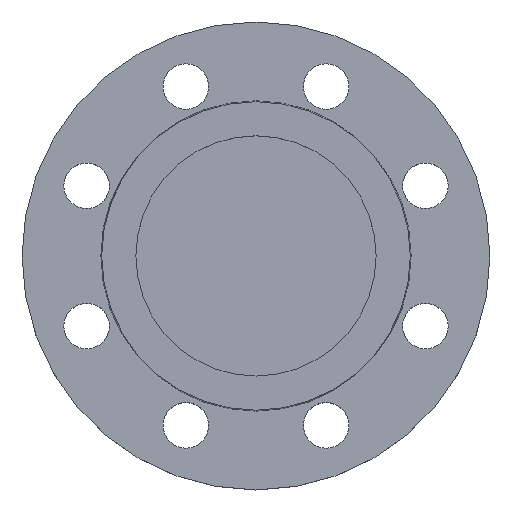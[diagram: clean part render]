
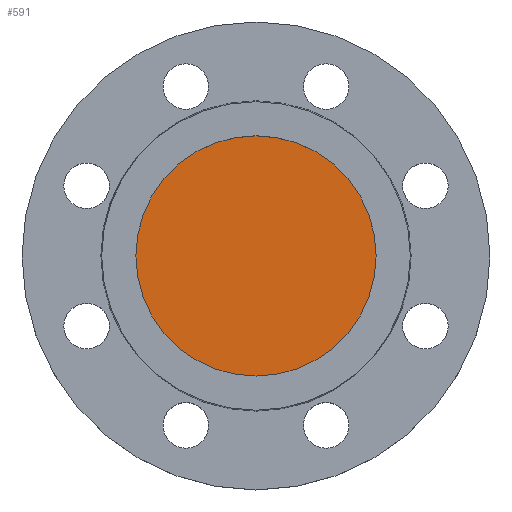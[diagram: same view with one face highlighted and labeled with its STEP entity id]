
A CAD part, top view. The second image highlights one B-rep face of the part: STEP entity #591.
In plain terms, the highlighted planar face has unit normal (0, 0, 1).
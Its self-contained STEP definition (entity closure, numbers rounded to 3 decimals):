
#33 = CARTESIAN_POINT ( 'NONE',  ( -47.5, 0., -4.5 ) ) ;
#113 = DIRECTION ( 'NONE',  ( -1., 0., 0. ) ) ;
#115 = DIRECTION ( 'NONE',  ( 0., 0., -1. ) ) ;
#116 = CARTESIAN_POINT ( 'NONE',  ( 0., 0., -4.5 ) ) ;
#118 = DIRECTION ( 'NONE',  ( -1., 0., 0. ) ) ;
#120 = DIRECTION ( 'NONE',  ( 0., 0., -1. ) ) ;
#121 = CARTESIAN_POINT ( 'NONE',  ( 0., 0., -4.5 ) ) ;
#220 = DIRECTION ( 'NONE',  ( 1., 0., 0. ) ) ;
#221 = DIRECTION ( 'NONE',  ( 0., 0., 1. ) ) ;
#222 = CARTESIAN_POINT ( 'NONE',  ( 0., 0., -4.5 ) ) ;
#224 = PLANE ( 'NONE',  #976 ) ;
#227 = FACE_OUTER_BOUND ( 'NONE', #932, .T. ) ;
#312 = CIRCLE ( 'NONE', #509, 47.5 ) ;
#470 = CIRCLE ( 'NONE', #542, 47.5 ) ;
#509 = AXIS2_PLACEMENT_3D ( 'NONE', #116, #115, #113 ) ;
#542 = AXIS2_PLACEMENT_3D ( 'NONE', #121, #120, #118 ) ;
#580 = CARTESIAN_POINT ( 'NONE',  ( 47.5, 0., -4.5 ) ) ;
#591 = ADVANCED_FACE ( 'NONE', ( #227 ), #224, .T. ) ;
#734 = EDGE_CURVE ( 'NONE', #888, #936, #470, .T. ) ;
#742 = EDGE_CURVE ( 'NONE', #936, #888, #312, .T. ) ;
#776 = ORIENTED_EDGE ( 'NONE', *, *, #734, .F. ) ;
#778 = ORIENTED_EDGE ( 'NONE', *, *, #742, .F. ) ;
#888 = VERTEX_POINT ( 'NONE', #33 ) ;
#932 = EDGE_LOOP ( 'NONE', ( #776, #778 ) ) ;
#936 = VERTEX_POINT ( 'NONE', #580 ) ;
#976 = AXIS2_PLACEMENT_3D ( 'NONE', #222, #221, #220 ) ;
